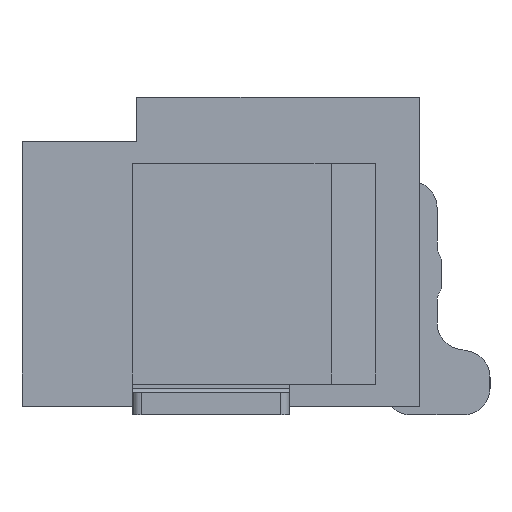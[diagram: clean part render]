
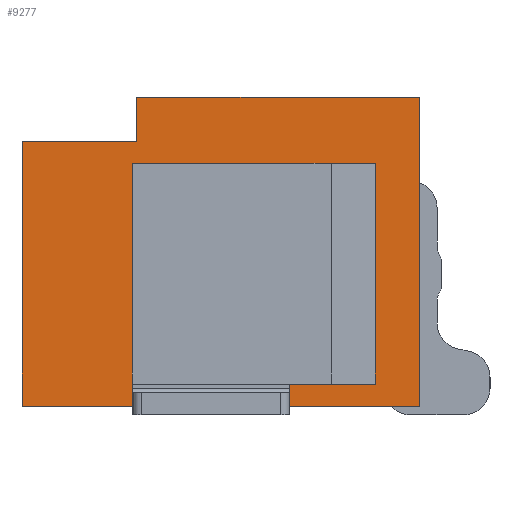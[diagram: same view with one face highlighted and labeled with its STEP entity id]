
A CAD part, left-side view. The second image highlights one B-rep face of the part: STEP entity #9277.
In plain terms, the highlighted planar face has unit normal (-1, 0, 0).
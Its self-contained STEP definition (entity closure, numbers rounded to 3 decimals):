
#169=DIRECTION('',(0.,0.,1.));
#170=VECTOR('',#169,3.5);
#171=CARTESIAN_POINT('',(-7.75,0.,-1.75));
#172=LINE('',#171,#170);
#221=DIRECTION('',(0.,1.,0.));
#222=VECTOR('',#221,3.2);
#223=CARTESIAN_POINT('',(-7.75,0.,1.75));
#224=LINE('',#223,#222);
#1677=DIRECTION('',(0.,0.,1.));
#1678=VECTOR('',#1677,3.);
#1679=CARTESIAN_POINT('',(-7.75,4.5,-1.75));
#1680=LINE('',#1679,#1678);
#1809=DIRECTION('',(0.,-1.,0.));
#1810=VECTOR('',#1809,1.3);
#1811=CARTESIAN_POINT('',(-7.75,4.5,1.25));
#1812=LINE('',#1811,#1810);
#1813=DIRECTION('',(0.,0.,-1.));
#1814=VECTOR('',#1813,0.5);
#1815=CARTESIAN_POINT('',(-7.75,3.2,1.75));
#1816=LINE('',#1815,#1814);
#1817=DIRECTION('',(0.,1.,0.));
#1818=VECTOR('',#1817,4.5);
#1819=CARTESIAN_POINT('',(-7.75,0.,-1.75));
#1820=LINE('',#1819,#1818);
#1821=DIRECTION('',(0.,1.,0.));
#1822=VECTOR('',#1821,0.95);
#1823=CARTESIAN_POINT('',(-7.75,0.5,1.));
#1824=LINE('',#1823,#1822);
#1825=DIRECTION('',(0.,-1.,0.));
#1826=VECTOR('',#1825,0.95);
#1827=CARTESIAN_POINT('',(-7.75,1.45,-1.5));
#1828=LINE('',#1827,#1826);
#1829=DIRECTION('',(0.,0.,1.));
#1830=VECTOR('',#1829,2.5);
#1831=CARTESIAN_POINT('',(-7.75,0.5,-1.5));
#1832=LINE('',#1831,#1830);
#1833=DIRECTION('',(0.,1.,0.));
#1834=VECTOR('',#1833,1.78);
#1835=CARTESIAN_POINT('',(-7.75,1.47,0.7));
#1836=LINE('',#1835,#1834);
#1837=DIRECTION('',(0.,0.,1.));
#1838=VECTOR('',#1837,2.25);
#1839=CARTESIAN_POINT('',(-7.75,3.25,-1.55));
#1840=LINE('',#1839,#1838);
#1841=DIRECTION('',(0.,1.,0.));
#1842=VECTOR('',#1841,1.78);
#1843=CARTESIAN_POINT('',(-7.75,1.47,-1.55));
#1844=LINE('',#1843,#1842);
#1845=DIRECTION('',(0.,0.,1.));
#1846=VECTOR('',#1845,2.25);
#1847=CARTESIAN_POINT('',(-7.75,1.47,-1.55));
#1848=LINE('',#1847,#1846);
#2387=DIRECTION('',(0.,0.,-1.));
#2388=VECTOR('',#2387,2.5);
#2389=CARTESIAN_POINT('',(-7.75,1.45,1.));
#2390=LINE('',#2389,#2388);
#5659=CARTESIAN_POINT('',(-7.75,0.,-1.75));
#5660=CARTESIAN_POINT('',(-7.75,0.,1.75));
#5661=VERTEX_POINT('',#5659);
#5662=VERTEX_POINT('',#5660);
#5670=CARTESIAN_POINT('',(-7.75,4.5,-1.75));
#5672=VERTEX_POINT('',#5670);
#5705=CARTESIAN_POINT('',(-7.75,4.5,1.25));
#5706=CARTESIAN_POINT('',(-7.75,3.2,1.25));
#5707=VERTEX_POINT('',#5705);
#5708=VERTEX_POINT('',#5706);
#5709=CARTESIAN_POINT('',(-7.75,3.2,1.75));
#5710=VERTEX_POINT('',#5709);
#5955=CARTESIAN_POINT('',(-7.75,0.5,-1.5));
#5956=CARTESIAN_POINT('',(-7.75,0.5,1.));
#5957=VERTEX_POINT('',#5955);
#5958=VERTEX_POINT('',#5956);
#5969=CARTESIAN_POINT('',(-7.75,1.45,1.));
#5970=CARTESIAN_POINT('',(-7.75,1.45,-1.5));
#5971=VERTEX_POINT('',#5969);
#5972=VERTEX_POINT('',#5970);
#5997=CARTESIAN_POINT('',(-7.75,1.47,0.7));
#5998=CARTESIAN_POINT('',(-7.75,3.25,0.7));
#5999=VERTEX_POINT('',#5997);
#6000=VERTEX_POINT('',#5998);
#6001=CARTESIAN_POINT('',(-7.75,1.47,-1.55));
#6002=CARTESIAN_POINT('',(-7.75,3.25,-1.55));
#6003=VERTEX_POINT('',#6001);
#6004=VERTEX_POINT('',#6002);
#9242=CARTESIAN_POINT('',(-7.75,0.,-1.75));
#9243=DIRECTION('',(-1.,0.,0.));
#9244=DIRECTION('',(0.,0.,1.));
#9245=AXIS2_PLACEMENT_3D('',#9242,#9243,#9244);
#9246=PLANE('',#9245);
#9248=ORIENTED_EDGE('',*,*,#9247,.T.);
#9249=ORIENTED_EDGE('',*,*,#9231,.F.);
#9250=ORIENTED_EDGE('',*,*,#7652,.F.);
#9251=ORIENTED_EDGE('',*,*,#7586,.F.);
#9253=ORIENTED_EDGE('',*,*,#9252,.T.);
#9254=ORIENTED_EDGE('',*,*,#9101,.T.);
#9255=EDGE_LOOP('',(#9248,#9249,#9250,#9251,#9253,#9254));
#9256=FACE_OUTER_BOUND('',#9255,.F.);
#9258=ORIENTED_EDGE('',*,*,#9257,.T.);
#9260=ORIENTED_EDGE('',*,*,#9259,.T.);
#9262=ORIENTED_EDGE('',*,*,#9261,.T.);
#9264=ORIENTED_EDGE('',*,*,#9263,.T.);
#9265=EDGE_LOOP('',(#9258,#9260,#9262,#9264));
#9266=FACE_BOUND('',#9265,.F.);
#9268=ORIENTED_EDGE('',*,*,#9267,.T.);
#9270=ORIENTED_EDGE('',*,*,#9269,.F.);
#9272=ORIENTED_EDGE('',*,*,#9271,.F.);
#9274=ORIENTED_EDGE('',*,*,#9273,.T.);
#9275=EDGE_LOOP('',(#9268,#9270,#9272,#9274));
#9276=FACE_BOUND('',#9275,.F.);
#7586=EDGE_CURVE('',#5661,#5662,#172,.T.);
#7652=EDGE_CURVE('',#5662,#5710,#224,.T.);
#9101=EDGE_CURVE('',#5672,#5707,#1680,.T.);
#9231=EDGE_CURVE('',#5710,#5708,#1816,.T.);
#9247=EDGE_CURVE('',#5707,#5708,#1812,.T.);
#9252=EDGE_CURVE('',#5661,#5672,#1820,.T.);
#9257=EDGE_CURVE('',#5958,#5971,#1824,.T.);
#9259=EDGE_CURVE('',#5971,#5972,#2390,.T.);
#9261=EDGE_CURVE('',#5972,#5957,#1828,.T.);
#9263=EDGE_CURVE('',#5957,#5958,#1832,.T.);
#9267=EDGE_CURVE('',#5999,#6000,#1836,.T.);
#9269=EDGE_CURVE('',#6004,#6000,#1840,.T.);
#9271=EDGE_CURVE('',#6003,#6004,#1844,.T.);
#9273=EDGE_CURVE('',#6003,#5999,#1848,.T.);
#9277=ADVANCED_FACE('',(#9256,#9266,#9276),#9246,.T.);
